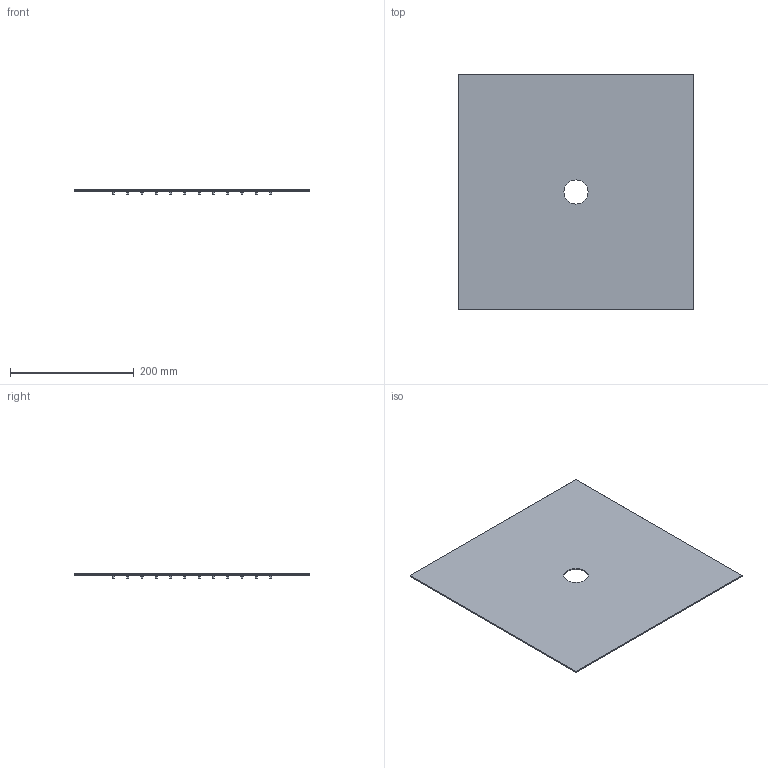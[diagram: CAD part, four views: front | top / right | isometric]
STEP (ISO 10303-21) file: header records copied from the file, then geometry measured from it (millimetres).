
FILE_DESCRIPTION(/* description */ ('Unknown'),/* implementation_level */ '2;1');
FILE_NAME(/* name */ 'M148-00',/* time_stamp */ '2022-11-14T12:34:33+01:00',/* author */ ('Unknown'),/* organization */ ('Unknown'),/* preprocessor_version */ 'ST-DEVELOPER v16.7',/* originating_system */ 'DEX',/* authorisation */ $);
FILE_SCHEMA (('AUTOMOTIVE_DESIGN {1 0 10303 214 3 1 1}'));
Length unit declared in the file: millimetre
Products named in the file (2): M148-00; E044258_02600SC_SEMPL_oa_0
Assembly tree (1 placements, depth 2):
  M148-00
    E044258_02600SC_SEMPL_oa_0
Bounding box: 380 x 380 x 6.5 mm (x, y, z)
Volume: 293129 mm3; surface area: 296623.8 mm2
Topology: 1 solids, 1 shells, 1287 faces, 3419 edges, 2274 vertices
Faces by surface type: plane 706, cylinder 573, torus 8
Full cylindrical faces by diameter (mm): 39 x1
Entity records: 49271 total; most frequent: DIRECTION 7150, CARTESIAN_POINT 6981, ORIENTED_EDGE 6836, EDGE_CURVE 3418, AXIS2_PLACEMENT_3D 2443, VERTEX_POINT 2274, LINE 2264, VECTOR 2264
